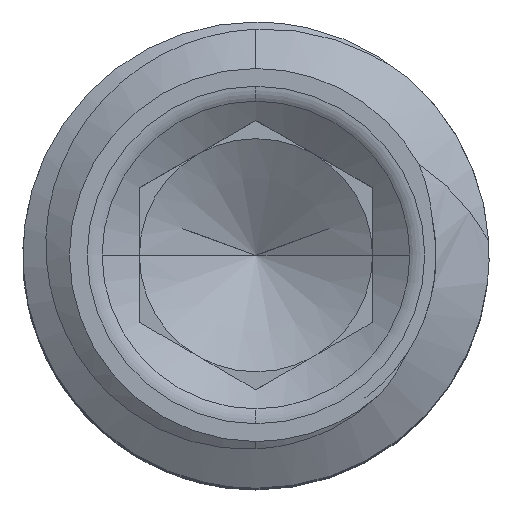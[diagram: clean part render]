
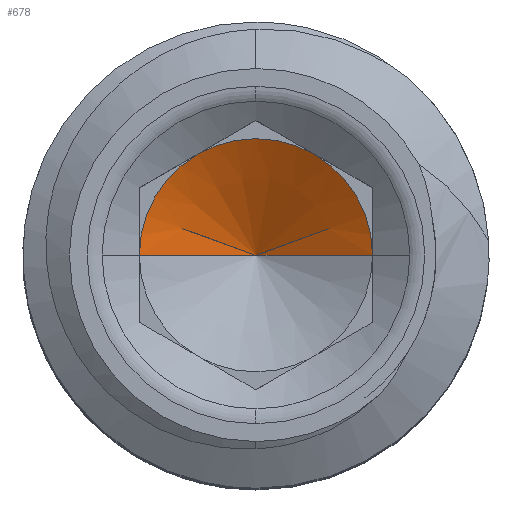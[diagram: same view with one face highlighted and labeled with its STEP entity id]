
A CAD part, top view. The second image highlights one B-rep face of the part: STEP entity #678.
In plain terms, the highlighted conical face has half-angle 60 degrees and reference radius 1 mm.
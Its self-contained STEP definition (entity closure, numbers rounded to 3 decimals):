
#190 = DIRECTION ( 'NONE',  ( 0., 0., 1. ) ) ;
#198 = CARTESIAN_POINT ( 'NONE',  ( 0., 0., 3.421 ) ) ;
#208 = DIRECTION ( 'NONE',  ( 1., 0., 0. ) ) ;
#678 = ADVANCED_FACE ( 'NONE', ( #2388 ), #2394, .F. ) ;
#718 = EDGE_CURVE ( 'NONE', #2269, #2291, #1994, .T. ) ;
#720 = EDGE_CURVE ( 'NONE', #2269, #2276, #2002, .T. ) ;
#765 = AXIS2_PLACEMENT_3D ( 'NONE', #807, #806, #805 ) ;
#767 = AXIS2_PLACEMENT_3D ( 'NONE', #3161, #3160, #3159 ) ;
#771 = AXIS2_PLACEMENT_3D ( 'NONE', #2672, #2671, #2670 ) ;
#805 = DIRECTION ( 'NONE',  ( 1., 0., 0. ) ) ;
#806 = DIRECTION ( 'NONE',  ( 0., 0., 1. ) ) ;
#807 = CARTESIAN_POINT ( 'NONE',  ( 0., 0., 3.421 ) ) ;
#985 = CARTESIAN_POINT ( 'NONE',  ( 1., 0., 3.421 ) ) ;
#1001 = CARTESIAN_POINT ( 'NONE',  ( -1., 0., 3.421 ) ) ;
#1008 = CARTESIAN_POINT ( 'NONE',  ( 0., 0., 2.843 ) ) ;
#1029 = CARTESIAN_POINT ( 'NONE',  ( -0.5, 0.866, 3.421 ) ) ;
#1032 = CARTESIAN_POINT ( 'NONE',  ( 0.5, 0.866, 3.421 ) ) ;
#1114 = DIRECTION ( 'NONE',  ( -0.866, 0., 0.5 ) ) ;
#1122 = CARTESIAN_POINT ( 'NONE',  ( -1., 0., 3.421 ) ) ;
#1126 = DIRECTION ( 'NONE',  ( 0.866, 0., 0.5 ) ) ;
#1128 = CARTESIAN_POINT ( 'NONE',  ( 1., 0., 3.421 ) ) ;
#1949 = EDGE_LOOP ( 'NONE', ( #2195, #2196, #2197, #2198, #2199 ) ) ;
#1994 = LINE ( 'NONE', #1128, #2003 ) ;
#2002 = LINE ( 'NONE', #1122, #2007 ) ;
#2003 = VECTOR ( 'NONE', #1126, 1000. ) ;
#2007 = VECTOR ( 'NONE', #1114, 1000. ) ;
#2053 = CIRCLE ( 'NONE', #765, 1. ) ;
#2059 = CIRCLE ( 'NONE', #767, 1. ) ;
#2107 = CIRCLE ( 'NONE', #771, 1. ) ;
#2195 = ORIENTED_EDGE ( 'NONE', *, *, #720, .F. ) ;
#2196 = ORIENTED_EDGE ( 'NONE', *, *, #718, .T. ) ;
#2197 = ORIENTED_EDGE ( 'NONE', *, *, #3457, .T. ) ;
#2198 = ORIENTED_EDGE ( 'NONE', *, *, #3517, .T. ) ;
#2199 = ORIENTED_EDGE ( 'NONE', *, *, #3445, .T. ) ;
#2245 = VERTEX_POINT ( 'NONE', #1032 ) ;
#2248 = VERTEX_POINT ( 'NONE', #1029 ) ;
#2269 = VERTEX_POINT ( 'NONE', #1008 ) ;
#2276 = VERTEX_POINT ( 'NONE', #1001 ) ;
#2291 = VERTEX_POINT ( 'NONE', #985 ) ;
#2388 = FACE_OUTER_BOUND ( 'NONE', #1949, .T. ) ;
#2394 = CONICAL_SURFACE ( 'NONE', #3415, 1., 1.047 ) ;
#2670 = DIRECTION ( 'NONE',  ( 1., 0., 0. ) ) ;
#2671 = DIRECTION ( 'NONE',  ( 0., 0., 1. ) ) ;
#2672 = CARTESIAN_POINT ( 'NONE',  ( 0., 0., 3.421 ) ) ;
#3159 = DIRECTION ( 'NONE',  ( 1., 0., 0. ) ) ;
#3160 = DIRECTION ( 'NONE',  ( 0., 0., 1. ) ) ;
#3161 = CARTESIAN_POINT ( 'NONE',  ( 0., 0., 3.421 ) ) ;
#3415 = AXIS2_PLACEMENT_3D ( 'NONE', #198, #190, #208 ) ;
#3445 = EDGE_CURVE ( 'NONE', #2248, #2276, #2053, .T. ) ;
#3457 = EDGE_CURVE ( 'NONE', #2291, #2245, #2059, .T. ) ;
#3517 = EDGE_CURVE ( 'NONE', #2245, #2248, #2107, .T. ) ;
